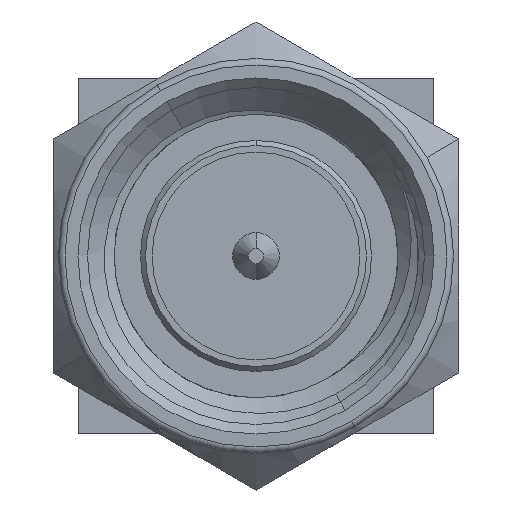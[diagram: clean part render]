
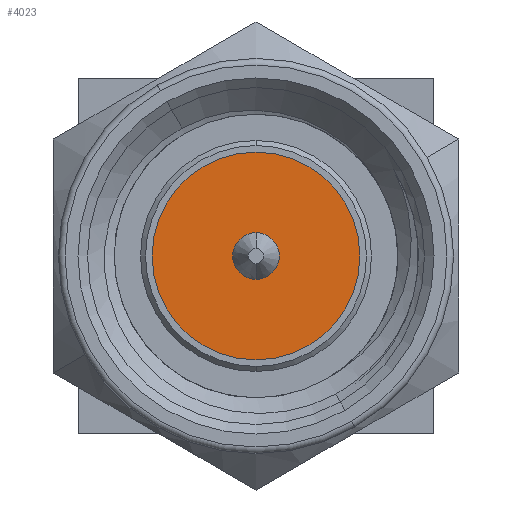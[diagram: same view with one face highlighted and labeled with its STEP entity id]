
A CAD part, left-side view. The second image highlights one B-rep face of the part: STEP entity #4023.
In plain terms, the highlighted planar face has unit normal (-1, 0, 0).
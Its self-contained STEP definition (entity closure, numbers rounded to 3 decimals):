
#1522=CARTESIAN_POINT('',(0.2,0.,0.));
#1523=DIRECTION('',(1.,0.,0.));
#1524=DIRECTION('',(0.,0.,-1.));
#1525=AXIS2_PLACEMENT_3D('',#1522,#1523,#1524);
#1527=CARTESIAN_POINT('',(0.2,0.,0.));
#1528=DIRECTION('',(1.,0.,0.));
#1529=DIRECTION('',(0.,0.,-1.));
#1530=AXIS2_PLACEMENT_3D('',#1527,#1528,#1529);
#1532=CARTESIAN_POINT('',(0.2,0.,0.));
#1533=DIRECTION('',(1.,0.,0.));
#1534=DIRECTION('',(0.,0.,1.));
#1535=AXIS2_PLACEMENT_3D('',#1532,#1533,#1534);
#1537=CARTESIAN_POINT('',(0.2,0.,0.));
#1538=DIRECTION('',(1.,0.,0.));
#1539=DIRECTION('',(0.,0.,1.));
#1540=AXIS2_PLACEMENT_3D('',#1537,#1538,#1539);
#2305=CARTESIAN_POINT('',(0.2,0.,-2.05));
#2306=CARTESIAN_POINT('',(0.2,0.,2.05));
#2307=VERTEX_POINT('',#2305);
#2308=VERTEX_POINT('',#2306);
#2325=CARTESIAN_POINT('',(0.2,0.,-0.46));
#2326=CARTESIAN_POINT('',(0.2,0.,0.46));
#2327=VERTEX_POINT('',#2325);
#2328=VERTEX_POINT('',#2326);
#4007=CARTESIAN_POINT('',(0.2,0.,0.));
#4008=DIRECTION('',(1.,0.,0.));
#4009=DIRECTION('',(0.,0.,1.));
#4010=AXIS2_PLACEMENT_3D('',#4007,#4008,#4009);
#4011=PLANE('',#4010);
#4012=ORIENTED_EDGE('',*,*,#3997,.T.);
#4014=ORIENTED_EDGE('',*,*,#4013,.T.);
#4015=EDGE_LOOP('',(#4012,#4014));
#4016=FACE_OUTER_BOUND('',#4015,.F.);
#4018=ORIENTED_EDGE('',*,*,#4017,.F.);
#4020=ORIENTED_EDGE('',*,*,#4019,.F.);
#4021=EDGE_LOOP('',(#4018,#4020));
#4022=FACE_BOUND('',#4021,.F.);
#4023=ADVANCED_FACE('',(#4016,#4022),#4011,.F.);
#1526=CIRCLE('',#1525,2.05);
#1531=CIRCLE('',#1530,0.46);
#1536=CIRCLE('',#1535,0.46);
#1541=CIRCLE('',#1540,2.05);
#3997=EDGE_CURVE('',#2307,#2308,#1526,.T.);
#4013=EDGE_CURVE('',#2308,#2307,#1541,.T.);
#4017=EDGE_CURVE('',#2327,#2328,#1531,.T.);
#4019=EDGE_CURVE('',#2328,#2327,#1536,.T.);
